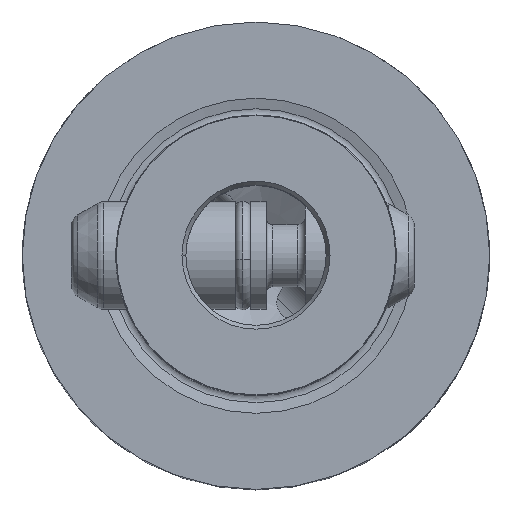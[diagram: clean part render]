
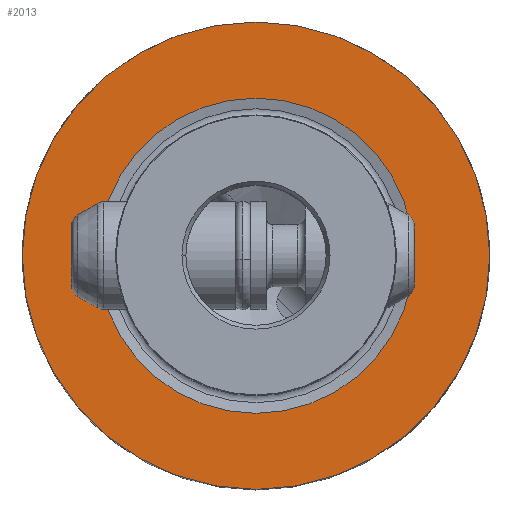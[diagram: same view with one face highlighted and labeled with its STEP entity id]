
A CAD part, top view. The second image highlights one B-rep face of the part: STEP entity #2013.
In plain terms, the highlighted planar face has unit normal (0, 0, 1).
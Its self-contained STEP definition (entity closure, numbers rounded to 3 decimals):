
#1333=EDGE_CURVE('NONE',#2781,#2003,#3472,.T.);
#1981=VERTEX_POINT('NONE',#4210);
#2003=VERTEX_POINT('NONE',#4237);
#2013=ADVANCED_FACE('NONE',(#4249,#4250),#4251,.T.);
#2105=EDGE_CURVE('NONE',#2801,#1981,#4350,.T.);
#2781=VERTEX_POINT('NONE',#5095);
#2801=VERTEX_POINT('NONE',#5117);
#2963=EDGE_CURVE('NONE',#1981,#2801,#5303,.T.);
#3019=EDGE_CURVE('NONE',#2003,#2781,#5366,.T.);
#3472=CIRCLE('',#6011,15.0);
#4210=CARTESIAN_POINT('',(-10.112,0.,0.0));
#4237=CARTESIAN_POINT('',(0.,-15.0,0.0));
#4249=FACE_OUTER_BOUND('',#7272,.T.);
#4250=FACE_BOUND('',#7273,.T.);
#4251=PLANE('',#7274);
#4350=CIRCLE('',#7421,10.112);
#5095=CARTESIAN_POINT('',(0.0,15.0,0.0));
#5117=CARTESIAN_POINT('',(10.112,0.,0.0));
#5303=CIRCLE('',#9045,10.112);
#5366=CIRCLE('',#9123,15.0);
#6011=AXIS2_PLACEMENT_3D('',#9693,#9694,#9695);
#7272=EDGE_LOOP('',(#10708,#10709));
#7273=EDGE_LOOP('',(#10710,#10711));
#7274=AXIS2_PLACEMENT_3D('',#10712,#10713,#10714);
#7421=AXIS2_PLACEMENT_3D('',#10814,#10815,#10816);
#9045=AXIS2_PLACEMENT_3D('',#12021,#12022,#12023);
#9123=AXIS2_PLACEMENT_3D('',#12095,#12096,#12097);
#9693=CARTESIAN_POINT('',(0.0,0.0,0.0));
#9694=DIRECTION('',(0.0,-0.0,1.0));
#9695=DIRECTION('',(0.0,1.0,0.0));
#10708=ORIENTED_EDGE('',*,*,#1333,.T.);
#10709=ORIENTED_EDGE('',*,*,#3019,.T.);
#10710=ORIENTED_EDGE('',*,*,#2105,.F.);
#10711=ORIENTED_EDGE('',*,*,#2963,.F.);
#10712=CARTESIAN_POINT('',(-9.0,0.0,0.0));
#10713=DIRECTION('',(0.0,-0.0,1.0));
#10714=DIRECTION('',(0.0,1.0,0.0));
#10814=CARTESIAN_POINT('',(0.0,0.0,0.0));
#10815=DIRECTION('',(0.0,-0.0,1.0));
#10816=DIRECTION('',(0.0,1.0,0.0));
#12021=CARTESIAN_POINT('',(0.0,0.0,0.0));
#12022=DIRECTION('',(0.0,-0.0,1.0));
#12023=DIRECTION('',(0.0,1.0,0.0));
#12095=CARTESIAN_POINT('',(0.0,0.0,0.0));
#12096=DIRECTION('',(0.0,-0.0,1.0));
#12097=DIRECTION('',(0.0,1.0,0.0));
